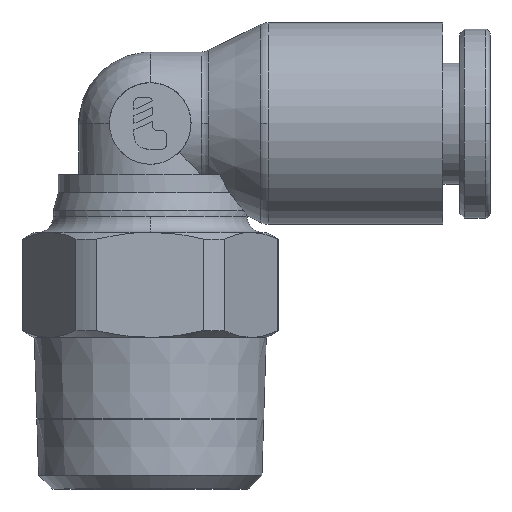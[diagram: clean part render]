
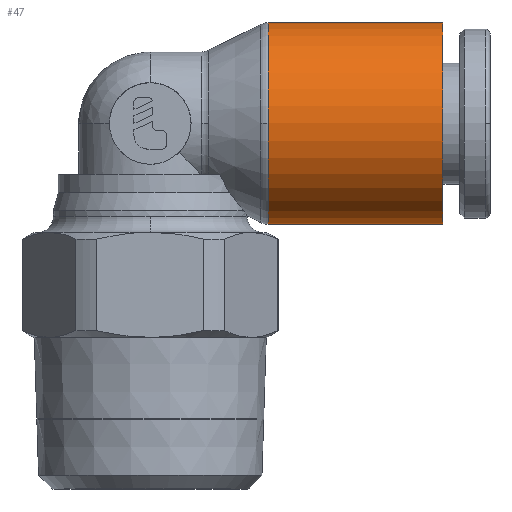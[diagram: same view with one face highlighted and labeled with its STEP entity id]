
A CAD part, top view. The second image highlights one B-rep face of the part: STEP entity #47.
In plain terms, the highlighted cylindrical face has radius 4.325 mm (diameter 8.65 mm), a partial arc.
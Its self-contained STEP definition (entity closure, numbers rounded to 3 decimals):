
#47=ADVANCED_FACE('',(#159),#160,.T.);
#159=FACE_OUTER_BOUND('',#391,.T.);
#160=CYLINDRICAL_SURFACE('',#392,4.325);
#391=EDGE_LOOP('',(#629,#630,#631,#632,#633));
#392=AXIS2_PLACEMENT_3D('',#634,#635,#636);
#629=ORIENTED_EDGE('',*,*,#1496,.F.);
#630=ORIENTED_EDGE('',*,*,#1497,.T.);
#631=ORIENTED_EDGE('',*,*,#1498,.T.);
#632=ORIENTED_EDGE('',*,*,#1499,.F.);
#633=ORIENTED_EDGE('',*,*,#1500,.F.);
#634=CARTESIAN_POINT('',(8.8,9.173,0.0));
#635=DIRECTION('',(1.0,0.0,0.0));
#636=DIRECTION('',(0.0,1.0,0.0));
#1496=EDGE_CURVE('',#1771,#1772,#1773,.T.);
#1497=EDGE_CURVE('',#1771,#1774,#1775,.T.);
#1498=EDGE_CURVE('',#1774,#1776,#1777,.T.);
#1499=EDGE_CURVE('',#1778,#1776,#1779,.T.);
#1500=EDGE_CURVE('',#1772,#1778,#1780,.T.);
#1771=VERTEX_POINT('',#2215);
#1772=VERTEX_POINT('',#2216);
#1773=LINE('',#2217,#2218);
#1774=VERTEX_POINT('',#2219);
#1775=CIRCLE('',#2220,4.325);
#1776=VERTEX_POINT('',#2221);
#1777=CIRCLE('',#2222,4.325);
#1778=VERTEX_POINT('',#2223);
#1779=LINE('',#2224,#2225);
#1780=CIRCLE('',#2226,4.325);
#2215=CARTESIAN_POINT('',(5.05,13.498,0.0));
#2216=CARTESIAN_POINT('',(12.55,13.498,0.0));
#2217=CARTESIAN_POINT('',(8.8,13.498,0.));
#2218=VECTOR('',#3242,1.0);
#2219=CARTESIAN_POINT('',(5.05,9.173,4.325));
#2220=AXIS2_PLACEMENT_3D('',#3243,#3244,#3245);
#2221=CARTESIAN_POINT('',(5.05,4.848,0.));
#2222=AXIS2_PLACEMENT_3D('',#3246,#3247,#3248);
#2223=CARTESIAN_POINT('',(12.55,4.848,0.));
#2224=CARTESIAN_POINT('',(8.8,4.848,0.));
#2225=VECTOR('',#3249,1.0);
#2226=AXIS2_PLACEMENT_3D('',#3250,#3251,#3252);
#3242=DIRECTION('',(1.0,0.0,0.0));
#3243=CARTESIAN_POINT('',(5.05,9.173,0.0));
#3244=DIRECTION('',(1.0,0.0,0.0));
#3245=DIRECTION('',(0.0,1.0,0.0));
#3246=CARTESIAN_POINT('',(5.05,9.173,0.0));
#3247=DIRECTION('',(1.0,0.0,0.0));
#3248=DIRECTION('',(0.0,1.0,0.0));
#3249=DIRECTION('',(-1.0,-0.0,-0.0));
#3250=CARTESIAN_POINT('',(12.55,9.173,0.0));
#3251=DIRECTION('',(1.0,0.0,0.0));
#3252=DIRECTION('',(0.0,1.0,0.0));
